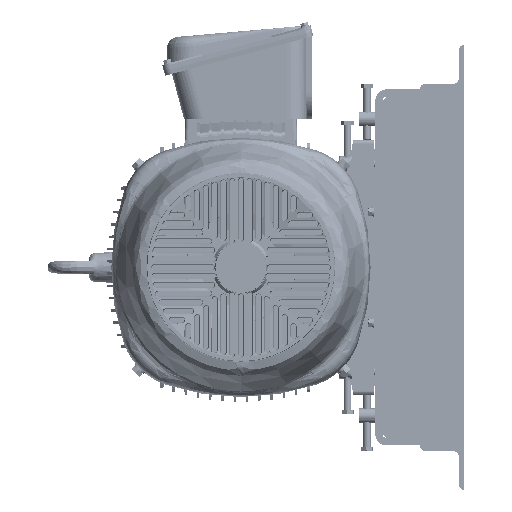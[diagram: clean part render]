
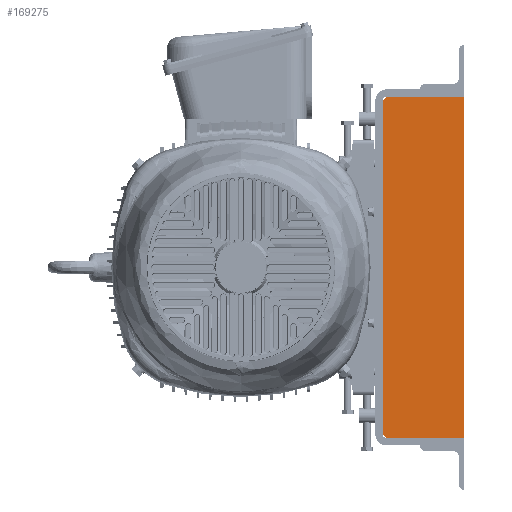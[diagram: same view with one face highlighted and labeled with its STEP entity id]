
A CAD part, left-side view. The second image highlights one B-rep face of the part: STEP entity #169275.
In plain terms, the highlighted planar face has unit normal (-1, 0, 0).
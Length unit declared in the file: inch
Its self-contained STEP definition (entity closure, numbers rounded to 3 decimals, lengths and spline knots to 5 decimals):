
#3939 = CARTESIAN_POINT ( 'NONE',  ( -46.75, -15.06, 11.5 ) ) ;
#4098 = ORIENTED_EDGE ( 'NONE', *, *, #61172, .T. ) ;
#14708 = EDGE_CURVE ( 'NONE', #53185, #365951, #291849, .T. ) ;
#20897 = AXIS2_PLACEMENT_3D ( 'NONE', #73621, #293240, #105158 ) ;
#37090 = CARTESIAN_POINT ( 'NONE',  ( -46.75, -9.56, 11.25 ) ) ;
#39389 = LINE ( 'NONE', #123134, #363757 ) ;
#47317 = VERTEX_POINT ( 'NONE', #201701 ) ;
#49320 = EDGE_CURVE ( 'NONE', #83190, #310350, #267802, .T. ) ;
#49511 = EDGE_CURVE ( 'NONE', #365951, #47317, #218599, .T. ) ;
#53185 = VERTEX_POINT ( 'NONE', #3939 ) ;
#53651 = CARTESIAN_POINT ( 'NONE',  ( -46.75, -9.56, -11.25 ) ) ;
#61172 = EDGE_CURVE ( 'NONE', #399912, #83190, #39389, .T. ) ;
#62062 = FACE_OUTER_BOUND ( 'NONE', #205903, .T. ) ;
#65751 = LINE ( 'NONE', #53651, #306554 ) ;
#65930 = ORIENTED_EDGE ( 'NONE', *, *, #357272, .T. ) ;
#73621 = CARTESIAN_POINT ( 'NONE',  ( -46.75, -15.06, -11.5 ) ) ;
#83190 = VERTEX_POINT ( 'NONE', #200053 ) ;
#85197 = DIRECTION ( 'NONE',  ( 0., 0., -1. ) ) ;
#95773 = VECTOR ( 'NONE', #163310, 39.37008 ) ;
#96484 = ORIENTED_EDGE ( 'NONE', *, *, #49320, .T. ) ;
#105158 = DIRECTION ( 'NONE',  ( 0., 0., -1. ) ) ;
#110676 = VECTOR ( 'NONE', #314476, 39.37008 ) ;
#120035 = CARTESIAN_POINT ( 'NONE',  ( -46.75, -9.81, 11.5 ) ) ;
#123134 = CARTESIAN_POINT ( 'NONE',  ( -46.75, -9.81, -11.5 ) ) ;
#127239 = ORIENTED_EDGE ( 'NONE', *, *, #14708, .T. ) ;
#156053 = DIRECTION ( 'NONE',  ( 0., -0.707, -0.707 ) ) ;
#156532 = CARTESIAN_POINT ( 'NONE',  ( -46.75, -15.06, -11.5 ) ) ;
#163310 = DIRECTION ( 'NONE',  ( 0., 0.707, -0.707 ) ) ;
#169275 = ADVANCED_FACE ( 'NONE', ( #62062 ), #355229, .F. ) ;
#172213 = VECTOR ( 'NONE', #352738, 39.37008 ) ;
#200053 = CARTESIAN_POINT ( 'NONE',  ( -46.75, -9.81, -11.5 ) ) ;
#201701 = CARTESIAN_POINT ( 'NONE',  ( -46.75, -9.56, 11.25 ) ) ;
#205903 = EDGE_LOOP ( 'NONE', ( #388005, #127239, #303968, #65930, #4098, #96484 ) ) ;
#218599 = LINE ( 'NONE', #37090, #95773 ) ;
#220940 = CARTESIAN_POINT ( 'NONE',  ( -46.75, -9.56, -11.25 ) ) ;
#223032 = CARTESIAN_POINT ( 'NONE',  ( -46.75, -9.81, 11.5 ) ) ;
#267802 = LINE ( 'NONE', #156532, #110676 ) ;
#291849 = LINE ( 'NONE', #120035, #375598 ) ;
#293240 = DIRECTION ( 'NONE',  ( 1., 0., 0. ) ) ;
#303968 = ORIENTED_EDGE ( 'NONE', *, *, #49511, .T. ) ;
#306554 = VECTOR ( 'NONE', #85197, 39.37008 ) ;
#308260 = DIRECTION ( 'NONE',  ( 0., 1., 0. ) ) ;
#310350 = VERTEX_POINT ( 'NONE', #348506 ) ;
#314476 = DIRECTION ( 'NONE',  ( 0., -1., 0. ) ) ;
#321085 = CARTESIAN_POINT ( 'NONE',  ( -46.75, -15.06, 11.5 ) ) ;
#339329 = LINE ( 'NONE', #321085, #172213 ) ;
#348506 = CARTESIAN_POINT ( 'NONE',  ( -46.75, -15.06, -11.5 ) ) ;
#352738 = DIRECTION ( 'NONE',  ( 0., 0., 1. ) ) ;
#355229 = PLANE ( 'NONE',  #20897 ) ;
#357272 = EDGE_CURVE ( 'NONE', #47317, #399912, #65751, .T. ) ;
#363757 = VECTOR ( 'NONE', #156053, 39.37008 ) ;
#365951 = VERTEX_POINT ( 'NONE', #223032 ) ;
#375598 = VECTOR ( 'NONE', #308260, 39.37008 ) ;
#381480 = EDGE_CURVE ( 'NONE', #310350, #53185, #339329, .T. ) ;
#388005 = ORIENTED_EDGE ( 'NONE', *, *, #381480, .T. ) ;
#399912 = VERTEX_POINT ( 'NONE', #220940 ) ;
